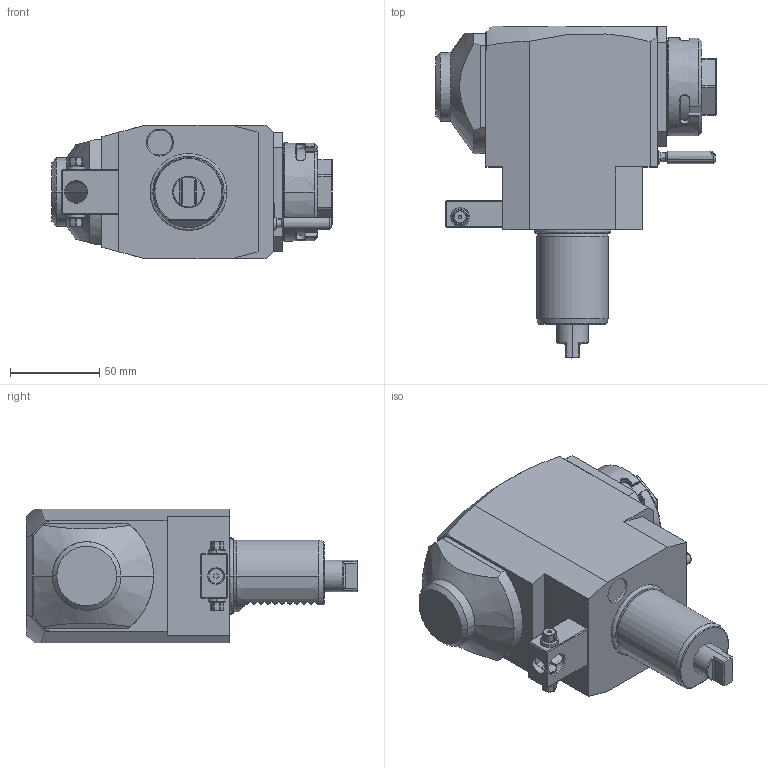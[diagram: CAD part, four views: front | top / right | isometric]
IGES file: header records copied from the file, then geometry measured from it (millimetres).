
Start section:  PTC IGES file: ngt1_40_225_32_3_1_80t.igs
Global section: file name: ngt1_40_225_32_3_1_80t.igs; native system: Pro/ENGINEER by Parametric Technology Corporation; preprocessor: 2010280; author: vali; organization: Unknown; date: 20241024.105246; units: millimetre
Bounding box: 157 x 186 x 75 mm (x, y, z)
Volume: 965984.7 mm3; surface area: 72345.4 mm2
Topology: 1 solids, 2 shells, 355 faces, 936 edges, 598 vertices
Faces by surface type: bspline 199, revolution 156
